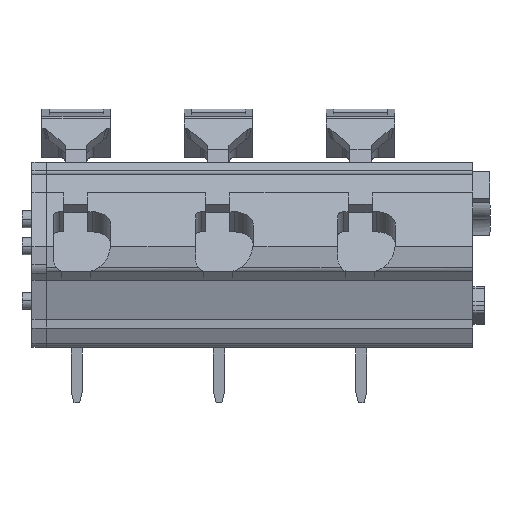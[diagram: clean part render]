
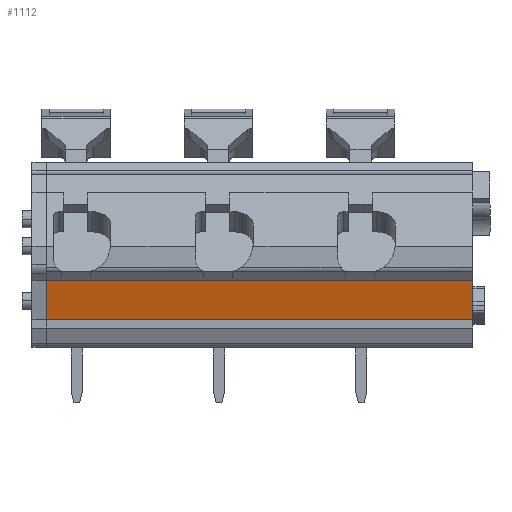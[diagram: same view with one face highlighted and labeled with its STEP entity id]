
A CAD part, front view. The second image highlights one B-rep face of the part: STEP entity #1112.
In plain terms, the highlighted planar face has unit normal (0, -0.966, -0.259).
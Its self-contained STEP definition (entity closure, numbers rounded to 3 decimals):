
#1092=AXIS2_PLACEMENT_3D('Plane Axis2P3D',#1089,#1090,#1091) ;
#210=CARTESIAN_POINT('Vertex',(1.7,1.37,5.863)) ;
#213=CARTESIAN_POINT('Line Origine',(1.7,1.002,7.238)) ;
#217=CARTESIAN_POINT('Vertex',(1.7,0.634,8.613)) ;
#1073=CARTESIAN_POINT('Vertex',(31.7,1.37,5.863)) ;
#1076=CARTESIAN_POINT('Line Origine',(16.7,1.37,5.863)) ;
#1089=CARTESIAN_POINT('Axis2P3D Location',(6.7,1.37,5.863)) ;
#1094=CARTESIAN_POINT('Line Origine',(31.7,1.002,7.238)) ;
#1098=CARTESIAN_POINT('Vertex',(31.7,0.634,8.613)) ;
#1101=CARTESIAN_POINT('Line Origine',(16.7,0.634,8.613)) ;
#214=DIRECTION('Vector Direction',(0.,-0.259,0.966)) ;
#1077=DIRECTION('Vector Direction',(-1.,0.,0.)) ;
#1090=DIRECTION('Axis2P3D Direction',(0.,-0.966,-0.259)) ;
#1091=DIRECTION('Axis2P3D XDirection',(0.,-0.259,0.966)) ;
#1095=DIRECTION('Vector Direction',(0.,-0.259,0.966)) ;
#1102=DIRECTION('Vector Direction',(-1.,0.,0.)) ;
#215=VECTOR('Line Direction',#214,1.) ;
#1078=VECTOR('Line Direction',#1077,1.) ;
#1096=VECTOR('Line Direction',#1095,1.) ;
#1103=VECTOR('Line Direction',#1102,1.) ;
#1107=ORIENTED_EDGE('',*,*,#1080,.F.) ;
#1108=ORIENTED_EDGE('',*,*,#1100,.T.) ;
#1109=ORIENTED_EDGE('',*,*,#1105,.T.) ;
#1110=ORIENTED_EDGE('',*,*,#219,.F.) ;
#1112=ADVANCED_FACE('Housing\\LMZF500-housing',(#1111),#1093,.T.) ;
#219=EDGE_CURVE('',#211,#218,#216,.T.) ;
#1080=EDGE_CURVE('',#1074,#211,#1079,.T.) ;
#1100=EDGE_CURVE('',#1074,#1099,#1097,.T.) ;
#1105=EDGE_CURVE('',#1099,#218,#1104,.T.) ;
#1106=EDGE_LOOP('',(#1107,#1108,#1109,#1110)) ;
#1111=FACE_OUTER_BOUND('',#1106,.T.) ;
#216=LINE('Line',#213,#215) ;
#1079=LINE('Line',#1076,#1078) ;
#1097=LINE('Line',#1094,#1096) ;
#1104=LINE('Line',#1101,#1103) ;
#1093=PLANE('',#1092) ;
#211=VERTEX_POINT('',#210) ;
#218=VERTEX_POINT('',#217) ;
#1074=VERTEX_POINT('',#1073) ;
#1099=VERTEX_POINT('',#1098) ;
